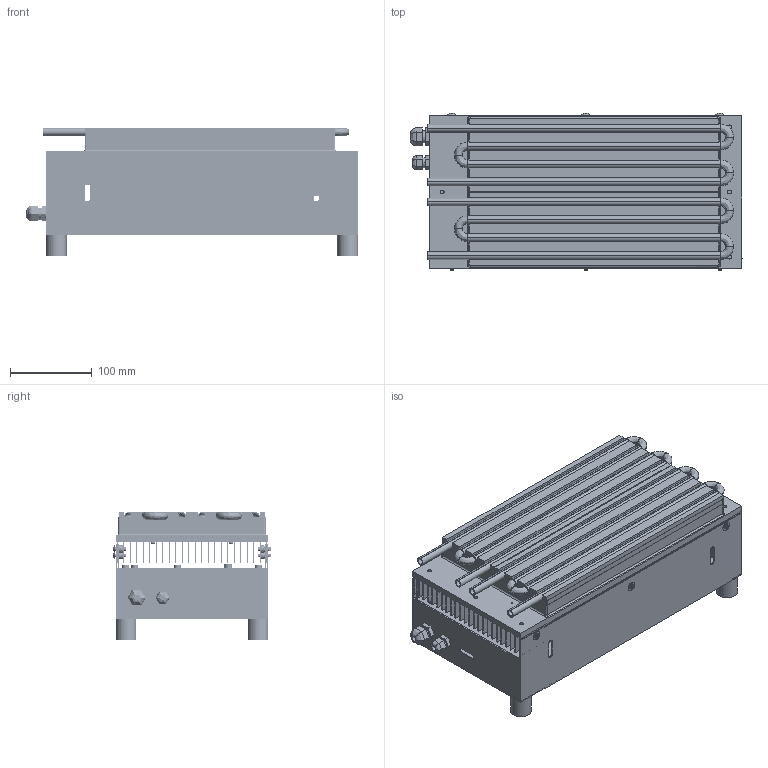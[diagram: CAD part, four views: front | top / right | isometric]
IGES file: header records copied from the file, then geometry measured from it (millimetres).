
Start section: SolidWorks IGES file using analytic representation for surfaces
Global section: file name: tlc-1200.IGS; native system: SolidWorks 2016; preprocessor: SolidWorks 2016; author: Afshin; date: 160627.102250; units: inch
Bounding box: 405.04 x 192.71 x 156.59 mm (x, y, z)
Surface area: 1587507.6 mm2 (no closed solid volume)
Topology: 0 solids, 0 shells, 1781 faces, 25764 edges, 25668 vertices
Faces by surface type: bspline 1016, revolution 765
